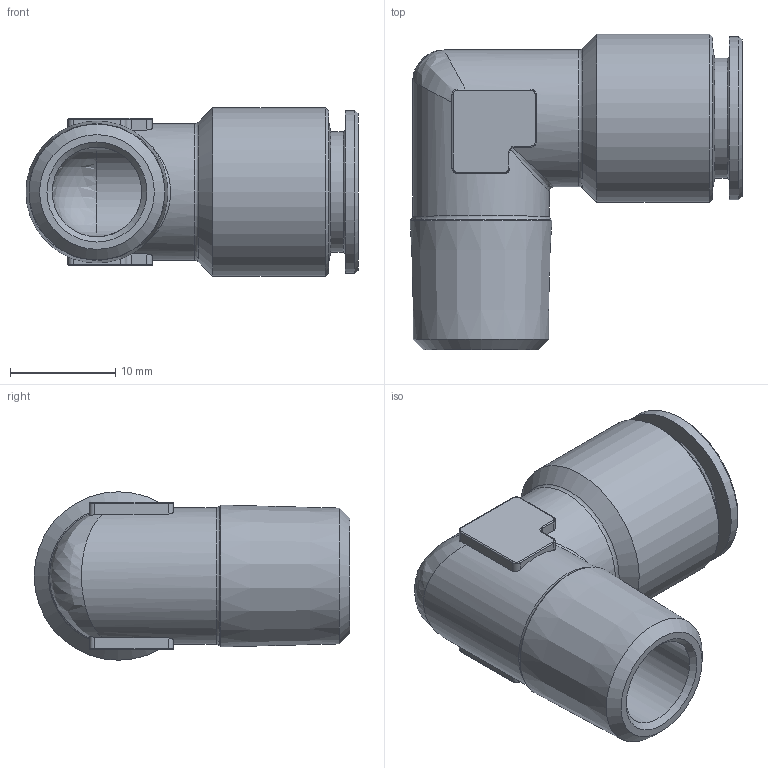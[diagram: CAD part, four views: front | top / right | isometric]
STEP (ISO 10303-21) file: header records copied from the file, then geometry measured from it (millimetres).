
FILE_DESCRIPTION( ( 'STEP AP214' ), '1' );
FILE_NAME( 'psolqas_3196_22.stp', '2020-12-01T17:09:12', ( 'License CC BY-ND 4.0' ), ( 'CADENAS' ), ' ', 'PARTsolutions', ' ' );
FILE_SCHEMA( ( 'AUTOMOTIVE_DESIGN { 1 0 10303 214 1 1 1 1 }' ) );
Length unit declared in the file: metre
Products named in the file (1): Rivoluzione1
Bounding box: 31.54 x 30 x 16 mm (x, y, z)
Volume: 4032.7 mm3; surface area: 3737.4 mm2
Topology: 1 solids, 1 shells, 78 faces, 188 edges, 112 vertices
Faces by surface type: cylinder 32, plane 18, torus 14, cone 11, bspline 2, sphere 1
Full cylindrical faces by diameter (mm): 8.5 x2, 10.15 x1, 11.4 x1, 13 x2, 15.5 x1, 16 x1
Entity records: 3073 total; most frequent: CARTESIAN_POINT 759, DIRECTION 364, ORIENTED_EDGE 316, EDGE_CURVE 158, AXIS2_PLACEMENT_3D 154, VERTEX_POINT 105, EDGE_LOOP 103, FACE_OUTER_BOUND 88
